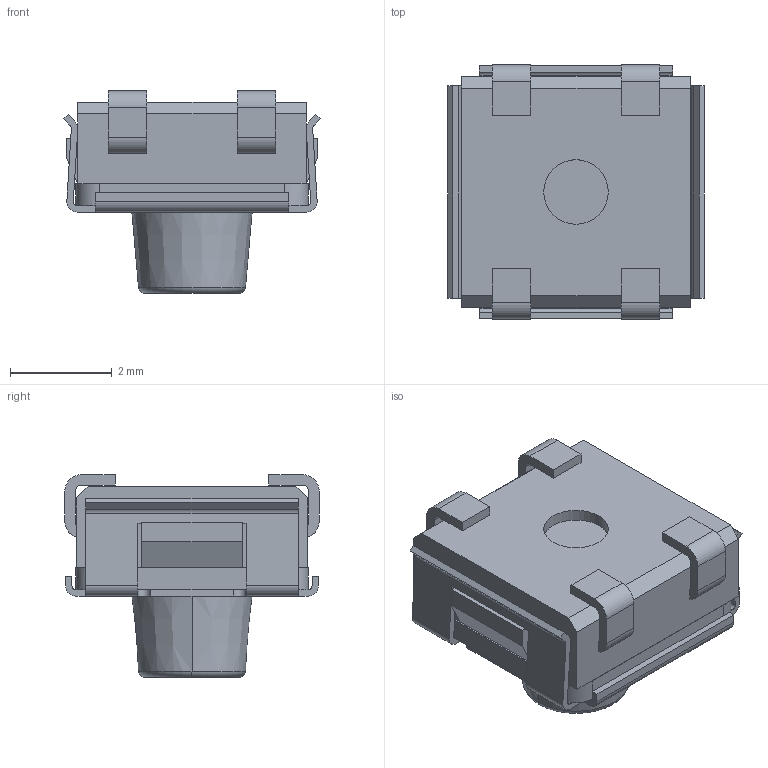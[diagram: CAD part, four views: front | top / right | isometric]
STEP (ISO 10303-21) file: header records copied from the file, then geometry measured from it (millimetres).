
FILE_DESCRIPTION((''),'2;1');
FILE_NAME('_7914J001000','2013-02-19T',('minhn'),('Bourns, Inc.'),'PRO/ENGINEER BY PARAMETRIC TECHNOLOGY CORPORATION, 2012230','PRO/ENGINEER BY PARAMETRIC TECHNOLOGY CORPORATION, 2012230','');
FILE_SCHEMA(('CONFIG_CONTROL_DESIGN'));
Length unit declared in the file: inch
Products named in the file (1): _7914J001000
Bounding box: 5.05 x 5 x 3.99 mm (x, y, z)
Volume: 51.6 mm3; surface area: 154 mm2
Topology: 1 solids, 2 shells, 180 faces, 494 edges, 318 vertices
Faces by surface type: plane 118, cylinder 44, torus 10, cone 8
Entity records: 5756 total; most frequent: CARTESIAN_POINT 1016, DIRECTION 988, ORIENTED_EDGE 988, EDGE_CURVE 494, VECTOR 348, LINE 348, AXIS2_PLACEMENT_3D 320, VERTEX_POINT 318
